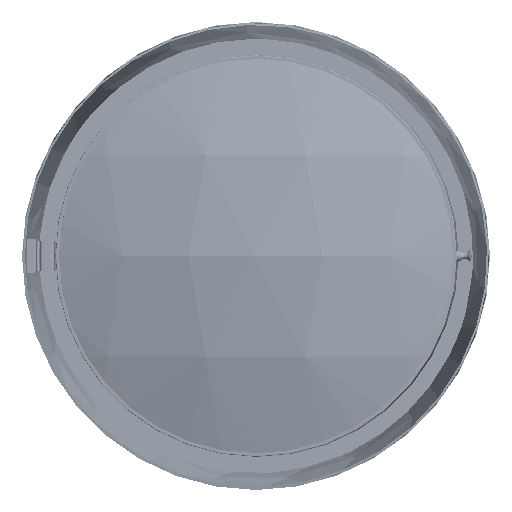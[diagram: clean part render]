
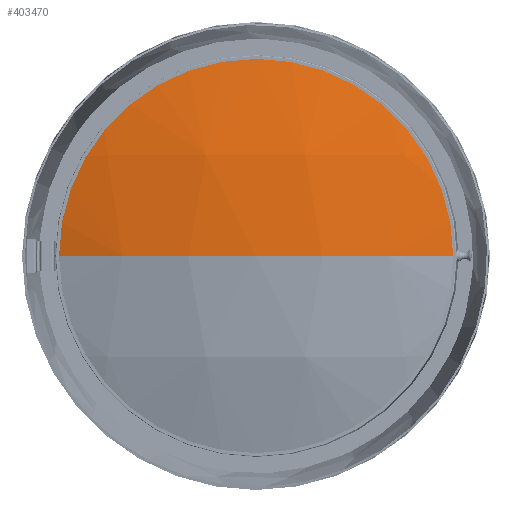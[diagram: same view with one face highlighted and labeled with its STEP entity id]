
A CAD part, front view. The second image highlights one B-rep face of the part: STEP entity #403470.
In plain terms, the highlighted spherical face has radius 708.6 mm.
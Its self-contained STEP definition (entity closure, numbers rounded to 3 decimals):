
#4588 = CIRCLE ( 'NONE', #299537, 204. ) ;
#6097 = CIRCLE ( 'NONE', #261314, 708.6 ) ;
#6279 = ORIENTED_EDGE ( 'NONE', *, *, #50242, .T. ) ;
#23689 = VERTEX_POINT ( 'NONE', #43033 ) ;
#25315 = DIRECTION ( 'NONE',  ( 0., 0., 1. ) ) ;
#41343 = CARTESIAN_POINT ( 'NONE',  ( 19.818, 682.19, 0. ) ) ;
#41671 = CIRCLE ( 'NONE', #72805, 708.6 ) ;
#43033 = CARTESIAN_POINT ( 'NONE',  ( 204.108, -2.026, 0. ) ) ;
#50242 = EDGE_CURVE ( 'NONE', #351424, #90424, #6097, .T. ) ;
#58242 = CARTESIAN_POINT ( 'NONE',  ( 0.193, 3.874, 0. ) ) ;
#72805 = AXIS2_PLACEMENT_3D ( 'NONE', #351427, #148555, #385355 ) ;
#75468 = DIRECTION ( 'NONE',  ( 1., 0., 0. ) ) ;
#90424 = VERTEX_POINT ( 'NONE', #386718 ) ;
#91089 = AXIS2_PLACEMENT_3D ( 'NONE', #58242, #295390, #92493 ) ;
#92493 = DIRECTION ( 'NONE',  ( 0., 0., -1. ) ) ;
#97816 = EDGE_CURVE ( 'NONE', #212427, #351424, #109374, .T. ) ;
#109374 = CIRCLE ( 'NONE', #91089, 204. ) ;
#126859 = EDGE_CURVE ( 'NONE', #23689, #212427, #4588, .T. ) ;
#142454 = EDGE_LOOP ( 'NONE', ( #215855, #6279, #216044, #389618 ) ) ;
#148555 = DIRECTION ( 'NONE',  ( 0., 0., -1. ) ) ;
#150625 = CARTESIAN_POINT ( 'NONE',  ( 0.193, 3.874, 204. ) ) ;
#192415 = CARTESIAN_POINT ( 'NONE',  ( 0.193, 3.874, 0. ) ) ;
#212427 = VERTEX_POINT ( 'NONE', #150625 ) ;
#215855 = ORIENTED_EDGE ( 'NONE', *, *, #97816, .T. ) ;
#216044 = ORIENTED_EDGE ( 'NONE', *, *, #337707, .F. ) ;
#226443 = DIRECTION ( 'NONE',  ( 0., 0., -1. ) ) ;
#261314 = AXIS2_PLACEMENT_3D ( 'NONE', #41343, #278512, #75468 ) ;
#262489 = DIRECTION ( 'NONE',  ( 1., -0.029, 0. ) ) ;
#271919 = CARTESIAN_POINT ( 'NONE',  ( -203.722, 9.773, 0. ) ) ;
#278512 = DIRECTION ( 'NONE',  ( 0., 0., 1. ) ) ;
#295390 = DIRECTION ( 'NONE',  ( -0.029, -1., 0. ) ) ;
#299537 = AXIS2_PLACEMENT_3D ( 'NONE', #192415, #429334, #226443 ) ;
#327604 = CARTESIAN_POINT ( 'NONE',  ( 19.818, 682.19, 0. ) ) ;
#337707 = EDGE_CURVE ( 'NONE', #23689, #90424, #41671, .T. ) ;
#351424 = VERTEX_POINT ( 'NONE', #271919 ) ;
#351427 = CARTESIAN_POINT ( 'NONE',  ( 19.818, 682.19, 0. ) ) ;
#366645 = SPHERICAL_SURFACE ( 'NONE', #408373, 708.6 ) ;
#385355 = DIRECTION ( 'NONE',  ( -1., 0., 0. ) ) ;
#386718 = CARTESIAN_POINT ( 'NONE',  ( -0.674, -26.114, 0. ) ) ;
#389618 = ORIENTED_EDGE ( 'NONE', *, *, #126859, .T. ) ;
#398531 = FACE_OUTER_BOUND ( 'NONE', #142454, .T. ) ;
#403470 = ADVANCED_FACE ( 'NONE', ( #398531 ), #366645, .T. ) ;
#408373 = AXIS2_PLACEMENT_3D ( 'NONE', #327604, #25315, #262489 ) ;
#429334 = DIRECTION ( 'NONE',  ( -0.029, -1., 0. ) ) ;
